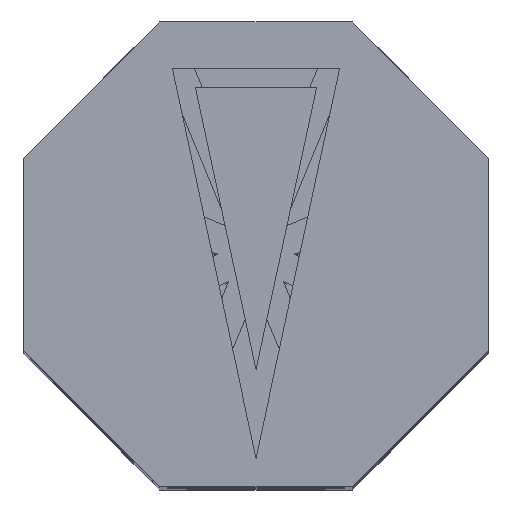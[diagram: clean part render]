
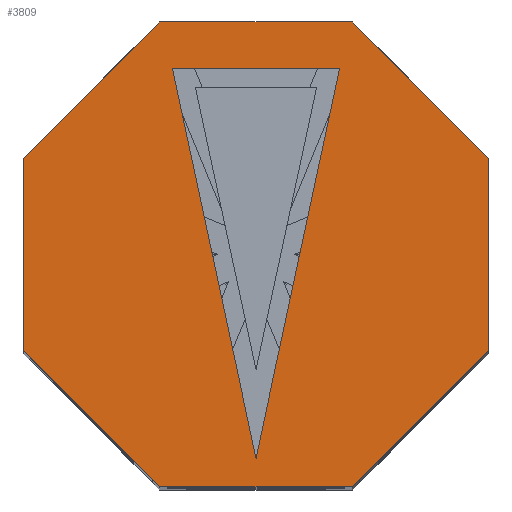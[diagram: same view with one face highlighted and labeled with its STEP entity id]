
A CAD part, top view. The second image highlights one B-rep face of the part: STEP entity #3809.
In plain terms, the highlighted planar face has unit normal (0, 0, 1).
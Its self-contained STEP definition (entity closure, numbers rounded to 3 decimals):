
#256=FACE_BOUND('',#552,.T.);
#305=FACE_OUTER_BOUND('',#551,.T.);
#551=EDGE_LOOP('',(#2577,#2578,#2579,#2580,#2581,#2582,#2583,#2584));
#552=EDGE_LOOP('',(#2585,#2586,#2587));
#840=LINE('',#5628,#1246);
#844=LINE('',#5636,#1250);
#847=LINE('',#5641,#1253);
#849=LINE('',#5647,#1255);
#850=LINE('',#5649,#1256);
#851=LINE('',#5651,#1257);
#852=LINE('',#5653,#1258);
#853=LINE('',#5655,#1259);
#854=LINE('',#5657,#1260);
#855=LINE('',#5659,#1261);
#856=LINE('',#5660,#1262);
#1246=VECTOR('',#4451,10.);
#1250=VECTOR('',#4457,10.);
#1253=VECTOR('',#4462,10.);
#1255=VECTOR('',#4468,10.);
#1256=VECTOR('',#4469,10.);
#1257=VECTOR('',#4470,10.);
#1258=VECTOR('',#4471,10.);
#1259=VECTOR('',#4472,10.);
#1260=VECTOR('',#4473,10.);
#1261=VECTOR('',#4474,10.);
#1262=VECTOR('',#4475,10.);
#1649=VERTEX_POINT('',#5626);
#1650=VERTEX_POINT('',#5627);
#1653=VERTEX_POINT('',#5635);
#1655=VERTEX_POINT('',#5645);
#1656=VERTEX_POINT('',#5646);
#1657=VERTEX_POINT('',#5648);
#1658=VERTEX_POINT('',#5650);
#1659=VERTEX_POINT('',#5652);
#1660=VERTEX_POINT('',#5654);
#1661=VERTEX_POINT('',#5656);
#1662=VERTEX_POINT('',#5658);
#2004=EDGE_CURVE('',#1649,#1650,#840,.T.);
#2008=EDGE_CURVE('',#1653,#1649,#844,.T.);
#2011=EDGE_CURVE('',#1650,#1653,#847,.T.);
#2013=EDGE_CURVE('',#1655,#1656,#849,.T.);
#2014=EDGE_CURVE('',#1656,#1657,#850,.T.);
#2015=EDGE_CURVE('',#1657,#1658,#851,.T.);
#2016=EDGE_CURVE('',#1658,#1659,#852,.T.);
#2017=EDGE_CURVE('',#1659,#1660,#853,.T.);
#2018=EDGE_CURVE('',#1660,#1661,#854,.T.);
#2019=EDGE_CURVE('',#1661,#1662,#855,.T.);
#2020=EDGE_CURVE('',#1662,#1655,#856,.T.);
#2577=ORIENTED_EDGE('',*,*,#2013,.T.);
#2578=ORIENTED_EDGE('',*,*,#2014,.T.);
#2579=ORIENTED_EDGE('',*,*,#2015,.T.);
#2580=ORIENTED_EDGE('',*,*,#2016,.T.);
#2581=ORIENTED_EDGE('',*,*,#2017,.T.);
#2582=ORIENTED_EDGE('',*,*,#2018,.T.);
#2583=ORIENTED_EDGE('',*,*,#2019,.T.);
#2584=ORIENTED_EDGE('',*,*,#2020,.T.);
#2585=ORIENTED_EDGE('',*,*,#2004,.T.);
#2586=ORIENTED_EDGE('',*,*,#2011,.T.);
#2587=ORIENTED_EDGE('',*,*,#2008,.T.);
#3658=PLANE('',#4056);
#3809=ADVANCED_FACE('',(#305,#256),#3658,.T.);
#4056=AXIS2_PLACEMENT_3D('',#5644,#4466,#4467);
#4451=DIRECTION('',(-0.21,0.978,0.));
#4457=DIRECTION('',(-0.21,-0.978,0.));
#4462=DIRECTION('',(1.,0.,0.));
#4466=DIRECTION('center_axis',(0.,0.,1.));
#4467=DIRECTION('ref_axis',(1.,0.,0.));
#4468=DIRECTION('',(-1.,0.,0.));
#4469=DIRECTION('',(-0.707,-0.707,0.));
#4470=DIRECTION('',(0.,-1.,0.));
#4471=DIRECTION('',(0.707,-0.707,0.));
#4472=DIRECTION('',(1.,0.,0.));
#4473=DIRECTION('',(0.707,0.707,0.));
#4474=DIRECTION('',(0.,1.,0.));
#4475=DIRECTION('',(-0.707,0.707,0.));
#5626=CARTESIAN_POINT('',(0.,-10.966,104.3));
#5627=CARTESIAN_POINT('',(-4.5,10.,104.3));
#5628=CARTESIAN_POINT('',(-1.125,-5.724,104.3));
#5635=CARTESIAN_POINT('',(4.5,10.,104.3));
#5636=CARTESIAN_POINT('',(3.375,4.759,104.3));
#5641=CARTESIAN_POINT('',(-2.25,10.,104.3));
#5644=CARTESIAN_POINT('Origin',(0.,0.,
104.3));
#5645=CARTESIAN_POINT('',(5.178,12.5,104.3));
#5646=CARTESIAN_POINT('',(-5.178,12.5,104.3));
#5647=CARTESIAN_POINT('',(5.178,12.5,104.3));
#5648=CARTESIAN_POINT('',(-12.5,5.178,104.3));
#5649=CARTESIAN_POINT('',(-5.178,12.5,104.3));
#5650=CARTESIAN_POINT('',(-12.5,-5.178,104.3));
#5651=CARTESIAN_POINT('',(-12.5,5.178,104.3));
#5652=CARTESIAN_POINT('',(-5.178,-12.5,104.3));
#5653=CARTESIAN_POINT('',(-12.5,-5.178,104.3));
#5654=CARTESIAN_POINT('',(5.178,-12.5,104.3));
#5655=CARTESIAN_POINT('',(-5.178,-12.5,104.3));
#5656=CARTESIAN_POINT('',(12.5,-5.178,104.3));
#5657=CARTESIAN_POINT('',(5.178,-12.5,104.3));
#5658=CARTESIAN_POINT('',(12.5,5.178,104.3));
#5659=CARTESIAN_POINT('',(12.5,-5.178,104.3));
#5660=CARTESIAN_POINT('',(12.5,5.178,104.3));
